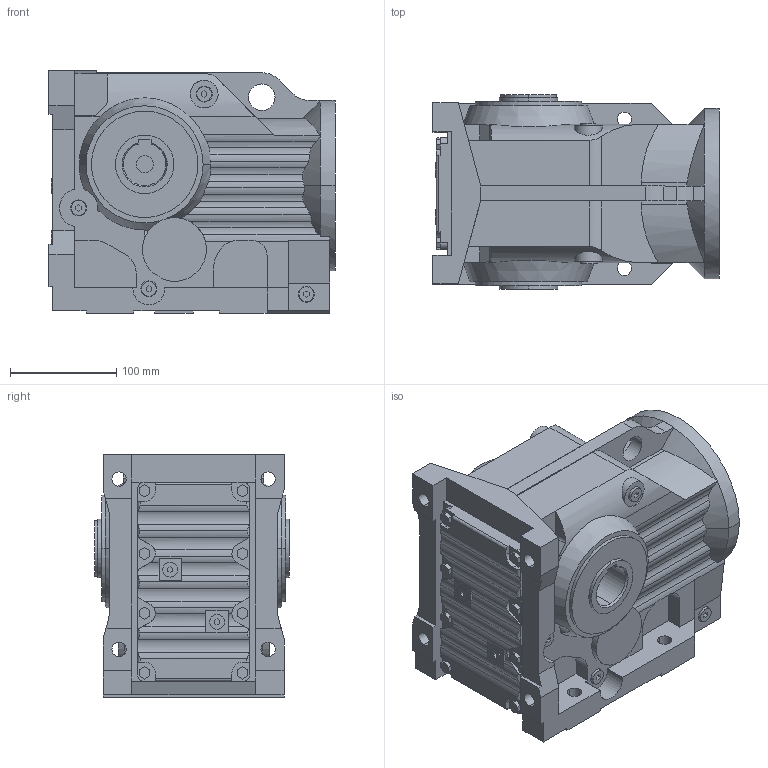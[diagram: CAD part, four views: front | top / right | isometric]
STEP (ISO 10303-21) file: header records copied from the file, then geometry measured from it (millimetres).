
FILE_DESCRIPTION(('STEP AP214'),'1');
FILE_NAME('cctmp_0FAB4A7B-3CA1-4F4C-80E4-ED48A14DC320_2020_10_8_10_44_51_100..stp','2020-10-08T08:44:51',('SEW-EURODRIVE GmbH & Co KG'),('CADClick - www.CADClick.com'),'Spatial InterOp 3D postprocessed',' ','unknown authorization');
FILE_SCHEMA(('AUTOMOTIVE_DESIGN'));
Length unit declared in the file: millimetre
Products named in the file (1): 2020_10_08__10-44-51-100
Bounding box: 269 x 183 x 228 mm (x, y, z)
Volume: 7492376.4 mm3; surface area: 347708.9 mm2
Topology: 1 solids, 3 shells, 563 faces, 1512 edges, 1001 vertices
Faces by surface type: plane 334, cylinder 215, cone 14
Entity records: 21742 total; most frequent: CARTESIAN_POINT 5899, ORIENTED_EDGE 3024, DIRECTION 2804, EDGE_CURVE 1512, VERTEX_POINT 1001, LINE 988, VECTOR 988, AXIS2_PLACEMENT_3D 908
